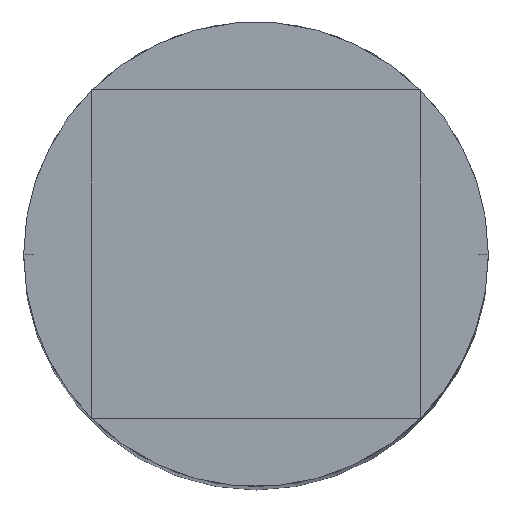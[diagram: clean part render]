
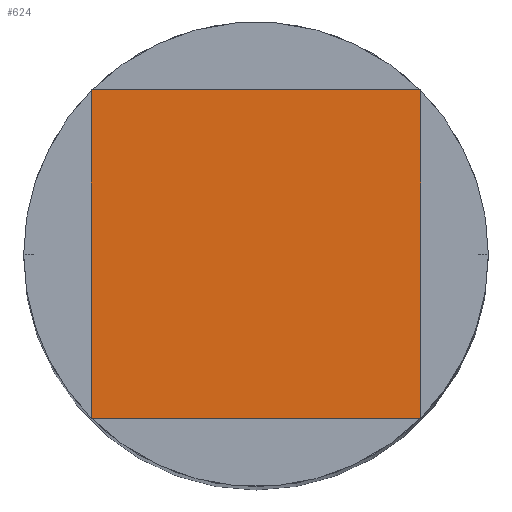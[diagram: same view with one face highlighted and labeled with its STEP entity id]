
A CAD part, top view. The second image highlights one B-rep face of the part: STEP entity #624.
In plain terms, the highlighted planar face has unit normal (0, 0, 1).
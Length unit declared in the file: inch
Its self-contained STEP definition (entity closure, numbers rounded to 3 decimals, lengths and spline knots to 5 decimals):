
#493=CARTESIAN_POINT('',(0.52941,-0.53125,7.625));
#494=VERTEX_POINT('',#493);
#495=CARTESIAN_POINT('',(-0.52941,-0.53125,7.625));
#496=VERTEX_POINT('',#495);
#497=CARTESIAN_POINT('',(0.52941,-0.53125,7.625));
#498=DIRECTION('',(-1.0,0.0,0.0));
#499=VECTOR('',#498,1.05882);
#500=LINE('',#497,#499);
#501=EDGE_CURVE('',#494,#496,#500,.T.);
#531=CARTESIAN_POINT('',(0.53125,-0.52941,7.625));
#532=VERTEX_POINT('',#531);
#539=CARTESIAN_POINT('',(0.0,0.0,7.625));
#540=DIRECTION('',(0.0,0.0,1.0));
#541=DIRECTION('',(1.0,0.0,0.0));
#542=AXIS2_PLACEMENT_3D('',#539,#540,#541);
#543=CIRCLE('',#542,0.75);
#544=EDGE_CURVE('',#494,#532,#543,.T.);
#555=CARTESIAN_POINT('',(-0.53125,-0.52941,7.625));
#556=VERTEX_POINT('',#555);
#557=CARTESIAN_POINT('',(0.0,0.0,7.625));
#558=DIRECTION('',(0.0,0.0,1.0));
#559=DIRECTION('',(1.0,0.0,0.0));
#560=AXIS2_PLACEMENT_3D('',#557,#558,#559);
#561=CIRCLE('',#560,0.75);
#562=EDGE_CURVE('',#556,#496,#561,.T.);
#574=CARTESIAN_POINT('',(0.0,0.0,7.625));
#575=DIRECTION('',(0.0,0.0,1.0));
#576=DIRECTION('',(1.0,0.0,0.0));
#577=AXIS2_PLACEMENT_3D('',#574,#575,#576);
#578=PLANE('',#577);
#579=ORIENTED_EDGE('',*,*,#501,.F.);
#580=ORIENTED_EDGE('',*,*,#544,.T.);
#581=CARTESIAN_POINT('',(0.53125,0.52941,7.625));
#582=VERTEX_POINT('',#581);
#583=CARTESIAN_POINT('',(0.53125,0.52941,7.625));
#584=DIRECTION('',(0.0,-1.0,0.0));
#585=VECTOR('',#584,1.05882);
#586=LINE('',#583,#585);
#587=EDGE_CURVE('',#582,#532,#586,.T.);
#588=ORIENTED_EDGE('',*,*,#587,.F.);
#589=CARTESIAN_POINT('',(0.52941,0.53125,7.625));
#590=VERTEX_POINT('',#589);
#591=CARTESIAN_POINT('',(0.0,0.0,7.625));
#592=DIRECTION('',(0.0,0.0,1.0));
#593=DIRECTION('',(1.0,0.0,0.0));
#594=AXIS2_PLACEMENT_3D('',#591,#592,#593);
#595=CIRCLE('',#594,0.75);
#596=EDGE_CURVE('',#582,#590,#595,.T.);
#597=ORIENTED_EDGE('',*,*,#596,.T.);
#598=CARTESIAN_POINT('',(-0.52941,0.53125,7.625));
#599=VERTEX_POINT('',#598);
#600=CARTESIAN_POINT('',(-0.52941,0.53125,7.625));
#601=DIRECTION('',(1.0,0.0,0.0));
#602=VECTOR('',#601,1.05882);
#603=LINE('',#600,#602);
#604=EDGE_CURVE('',#599,#590,#603,.T.);
#605=ORIENTED_EDGE('',*,*,#604,.F.);
#606=CARTESIAN_POINT('',(-0.53125,0.52941,7.625));
#607=VERTEX_POINT('',#606);
#608=CARTESIAN_POINT('',(0.0,0.0,7.625));
#609=DIRECTION('',(0.0,0.0,1.0));
#610=DIRECTION('',(1.0,0.0,0.0));
#611=AXIS2_PLACEMENT_3D('',#608,#609,#610);
#612=CIRCLE('',#611,0.75);
#613=EDGE_CURVE('',#599,#607,#612,.T.);
#614=ORIENTED_EDGE('',*,*,#613,.T.);
#615=CARTESIAN_POINT('',(-0.53125,-0.52941,7.625));
#616=DIRECTION('',(0.0,1.0,0.0));
#617=VECTOR('',#616,1.05882);
#618=LINE('',#615,#617);
#619=EDGE_CURVE('',#556,#607,#618,.T.);
#620=ORIENTED_EDGE('',*,*,#619,.F.);
#621=ORIENTED_EDGE('',*,*,#562,.T.);
#622=EDGE_LOOP('',(#579,#580,#588,#597,#605,#614,#620,#621));
#623=FACE_OUTER_BOUND('',#622,.T.);
#624=ADVANCED_FACE('',(#623),#578,.T.);
